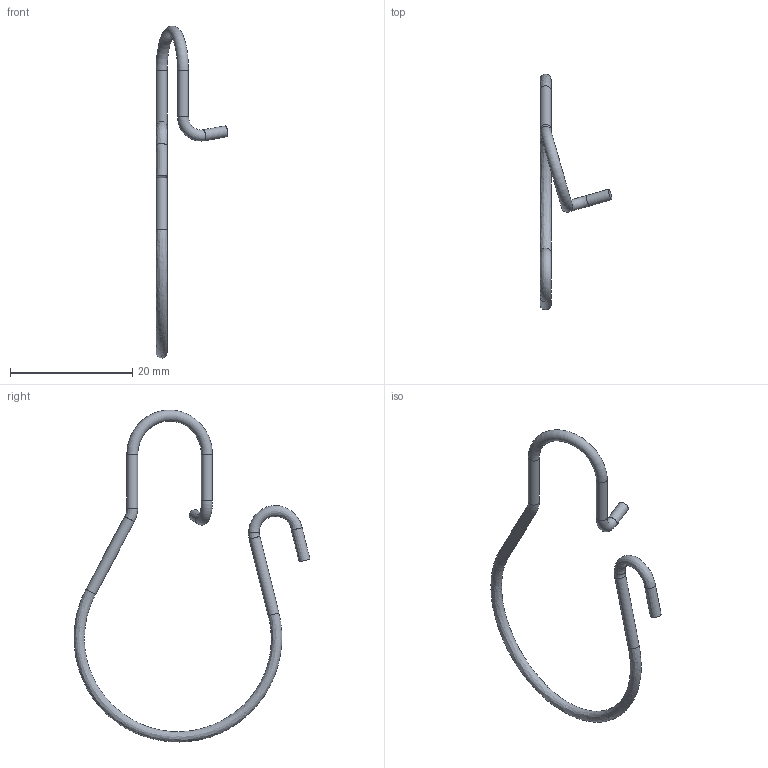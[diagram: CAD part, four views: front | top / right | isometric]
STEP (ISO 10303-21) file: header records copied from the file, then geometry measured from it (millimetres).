
FILE_DESCRIPTION(/* description */ (''),/* implementation_level */ '2;1');
FILE_NAME(/* name */ 'WH10SS-C.stp',/* time_stamp */ '2022-03-07T10:12:46-06:00',/* author */ (''),/* organization */ (''),/* preprocessor_version */ 'ST-DEVELOPER v16.7',/* originating_system */ 'SIEMENS PLM Software NX 1926',/* authorisation */ '');
FILE_SCHEMA (('AP203_CONFIGURATION_CONTROLLED_3D_DESIGN_OF_MECHANICAL_PARTS_AND_ASSEMBLIES_MIM_LF { 1 0 10303 403 2 1 2}'));
Length unit declared in the file: inch
Products named in the file (1): 00988EBB_03-STEEL WIRE HANGER
Bounding box: 11.74 x 38.58 x 54.29 mm (x, y, z)
Volume: 385.2 mm3; surface area: 865.1 mm2
Topology: 1 solids, 1 shells, 14 faces, 25 edges, 13 vertices
Faces by surface type: bspline 5, cylinder 5, plane 2, torus 2
Full cylindrical faces by diameter (mm): 1.803 x5
Entity records: 814 total; most frequent: CARTESIAN_POINT 525, DIRECTION 44, EDGE_LOOP 26, ORIENTED_EDGE 26, FACE_BOUND 24, AXIS2_PLACEMENT_3D 22, ADVANCED_FACE 14, VERTEX_POINT 13
